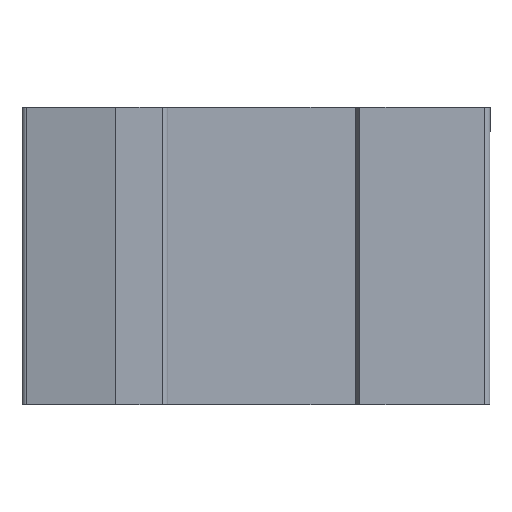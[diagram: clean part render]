
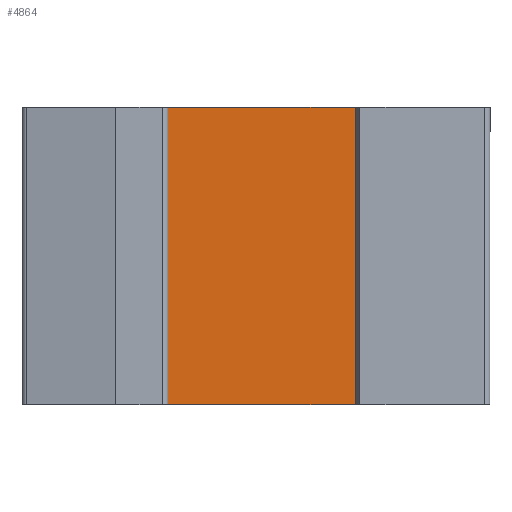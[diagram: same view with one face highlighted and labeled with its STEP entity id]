
A CAD part, front view. The second image highlights one B-rep face of the part: STEP entity #4864.
In plain terms, the highlighted planar face has unit normal (0, -1, 0).
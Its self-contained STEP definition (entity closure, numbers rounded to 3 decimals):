
#803 = CARTESIAN_POINT ( 'NONE',  ( -17.5, 0., 27. ) ) ;
#993 = CARTESIAN_POINT ( 'NONE',  ( 18., 0., 27. ) ) ;
#1035 = DIRECTION ( 'NONE',  ( 0., 0., -1. ) ) ;
#1036 = VECTOR ( 'NONE', #1035, 1000. ) ;
#1037 = CARTESIAN_POINT ( 'NONE',  ( 18., 0., -27. ) ) ;
#1038 = LINE ( 'NONE', #1037, #1036 ) ;
#1081 = DIRECTION ( 'NONE',  ( 1., 0., 0. ) ) ;
#1082 = VECTOR ( 'NONE', #1081, 1000. ) ;
#1083 = CARTESIAN_POINT ( 'NONE',  ( 0.332, 0., 27. ) ) ;
#1084 = LINE ( 'NONE', #1083, #1082 ) ;
#1085 = DIRECTION ( 'NONE',  ( 0., 0., -1. ) ) ;
#1086 = DIRECTION ( 'NONE',  ( 0., -1., 0. ) ) ;
#1087 = CARTESIAN_POINT ( 'NONE',  ( 18., 0., -27. ) ) ;
#1088 = AXIS2_PLACEMENT_3D ( 'NONE', #1087, #1086, #1085 ) ;
#1089 = PLANE ( 'NONE',  #1088 ) ;
#1090 = FACE_OUTER_BOUND ( 'NONE', #4869, .T. ) ;
#1132 = DIRECTION ( 'NONE',  ( 1., 0., 0. ) ) ;
#1133 = VECTOR ( 'NONE', #1132, 1000. ) ;
#1134 = CARTESIAN_POINT ( 'NONE',  ( 18., 0., -27. ) ) ;
#1135 = LINE ( 'NONE', #1134, #1133 ) ;
#1136 = CARTESIAN_POINT ( 'NONE',  ( 18., 0., -27. ) ) ;
#3811 = EDGE_CURVE ( 'NONE', #4699, #3814, #7993, .T. ) ;
#3814 = VERTEX_POINT ( 'NONE', #7983 ) ;
#4699 = VERTEX_POINT ( 'NONE', #803 ) ;
#4804 = ORIENTED_EDGE ( 'NONE', *, *, #3811, .T. ) ;
#4809 = ORIENTED_EDGE ( 'NONE', *, *, #4865, .F. ) ;
#4810 = VERTEX_POINT ( 'NONE', #993 ) ;
#4820 = EDGE_CURVE ( 'NONE', #4810, #4879, #1038, .T. ) ;
#4864 = ADVANCED_FACE ( 'NONE', ( #1090 ), #1089, .T. ) ;
#4865 = EDGE_CURVE ( 'NONE', #4699, #4810, #1084, .T. ) ;
#4869 = EDGE_LOOP ( 'NONE', ( #4809, #4804, #4884, #4880 ) ) ;
#4879 = VERTEX_POINT ( 'NONE', #1136 ) ;
#4880 = ORIENTED_EDGE ( 'NONE', *, *, #4820, .F. ) ;
#4882 = EDGE_CURVE ( 'NONE', #3814, #4879, #1135, .T. ) ;
#4884 = ORIENTED_EDGE ( 'NONE', *, *, #4882, .T. ) ;
#7983 = CARTESIAN_POINT ( 'NONE',  ( -17.5, 0., -27. ) ) ;
#7985 = DIRECTION ( 'NONE',  ( 0., 0., -1. ) ) ;
#7986 = VECTOR ( 'NONE', #7985, 1000. ) ;
#7987 = CARTESIAN_POINT ( 'NONE',  ( -17.5, 0., -27. ) ) ;
#7993 = LINE ( 'NONE', #7987, #7986 ) ;
